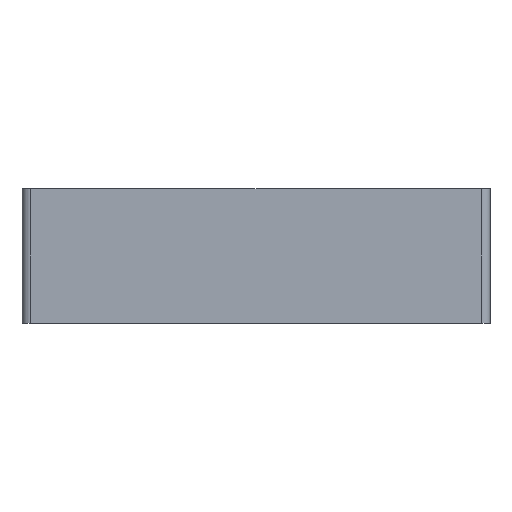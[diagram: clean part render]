
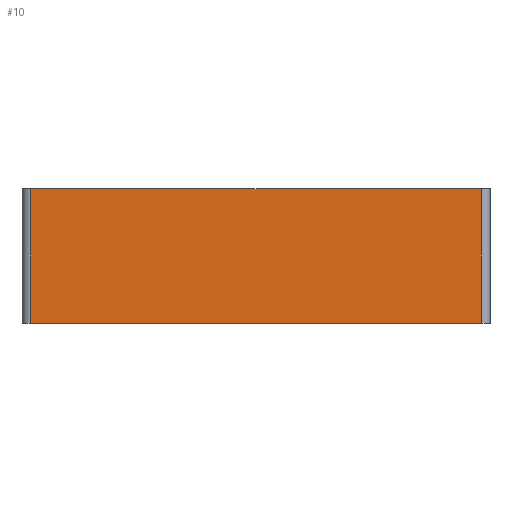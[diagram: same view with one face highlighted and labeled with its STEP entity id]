
A CAD part, front view. The second image highlights one B-rep face of the part: STEP entity #10.
In plain terms, the highlighted planar face has unit normal (0, -1, 0).
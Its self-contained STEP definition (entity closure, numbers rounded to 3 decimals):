
#10 = ADVANCED_FACE ( 'NONE', ( #540 ), #1864, .F. ) ;
#29 = AXIS2_PLACEMENT_3D ( 'NONE', #1436, #992, #730 ) ;
#71 = LINE ( 'NONE', #521, #1147 ) ;
#147 = EDGE_CURVE ( 'NONE', #197, #1191, #1659, .T. ) ;
#197 = VERTEX_POINT ( 'NONE', #343 ) ;
#219 = DIRECTION ( 'NONE',  ( 0., 0., 1. ) ) ;
#343 = CARTESIAN_POINT ( 'NONE',  ( -50.25, -37.25, 5. ) ) ;
#408 = ORIENTED_EDGE ( 'NONE', *, *, #1829, .F. ) ;
#521 = CARTESIAN_POINT ( 'NONE',  ( 50.25, -37.25, 5. ) ) ;
#540 = FACE_OUTER_BOUND ( 'NONE', #625, .T. ) ;
#625 = EDGE_LOOP ( 'NONE', ( #1384, #759, #408, #1555 ) ) ;
#666 = EDGE_CURVE ( 'NONE', #197, #1535, #864, .T. ) ;
#719 = CARTESIAN_POINT ( 'NONE',  ( -52.25, -37.25, -25. ) ) ;
#721 = CARTESIAN_POINT ( 'NONE',  ( 52.25, -37.25, 5. ) ) ;
#730 = DIRECTION ( 'NONE',  ( 0., 0., 1. ) ) ;
#759 = ORIENTED_EDGE ( 'NONE', *, *, #147, .T. ) ;
#796 = DIRECTION ( 'NONE',  ( 0., 0., -1. ) ) ;
#838 = DIRECTION ( 'NONE',  ( -1., 0., 0. ) ) ;
#864 = LINE ( 'NONE', #721, #1364 ) ;
#992 = DIRECTION ( 'NONE',  ( 0., 1., 0. ) ) ;
#1104 = CARTESIAN_POINT ( 'NONE',  ( 50.25, -37.25, -25. ) ) ;
#1147 = VECTOR ( 'NONE', #219, 1000. ) ;
#1191 = VERTEX_POINT ( 'NONE', #1349 ) ;
#1292 = DIRECTION ( 'NONE',  ( 1., 0., 0. ) ) ;
#1349 = CARTESIAN_POINT ( 'NONE',  ( -50.25, -37.25, -25. ) ) ;
#1364 = VECTOR ( 'NONE', #1292, 1000. ) ;
#1384 = ORIENTED_EDGE ( 'NONE', *, *, #666, .F. ) ;
#1406 = CARTESIAN_POINT ( 'NONE',  ( 50.25, -37.25, 5. ) ) ;
#1436 = CARTESIAN_POINT ( 'NONE',  ( 52.25, -37.25, 5. ) ) ;
#1462 = VECTOR ( 'NONE', #796, 1000. ) ;
#1535 = VERTEX_POINT ( 'NONE', #1406 ) ;
#1555 = ORIENTED_EDGE ( 'NONE', *, *, #1689, .T. ) ;
#1651 = CARTESIAN_POINT ( 'NONE',  ( -50.25, -37.25, 5. ) ) ;
#1659 = LINE ( 'NONE', #1651, #1462 ) ;
#1689 = EDGE_CURVE ( 'NONE', #1810, #1535, #71, .T. ) ;
#1691 = VECTOR ( 'NONE', #838, 1000. ) ;
#1723 = LINE ( 'NONE', #719, #1691 ) ;
#1810 = VERTEX_POINT ( 'NONE', #1104 ) ;
#1829 = EDGE_CURVE ( 'NONE', #1810, #1191, #1723, .T. ) ;
#1864 = PLANE ( 'NONE',  #29 ) ;
